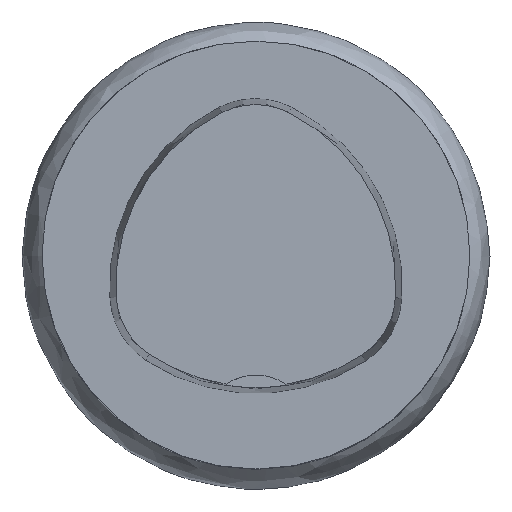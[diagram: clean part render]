
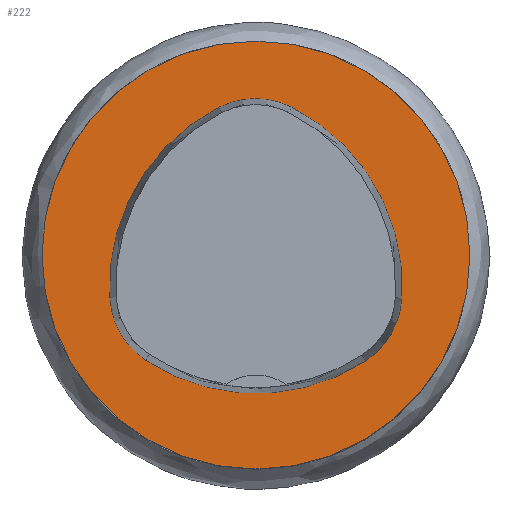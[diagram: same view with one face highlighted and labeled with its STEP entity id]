
A CAD part, top view. The second image highlights one B-rep face of the part: STEP entity #222.
In plain terms, the highlighted planar face has unit normal (0, 0, 1).
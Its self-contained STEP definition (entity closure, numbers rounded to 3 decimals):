
#199=FACE_BOUND('',#313,.T.);
#200=FACE_BOUND('',#314,.T.);
#222=ADVANCED_FACE('',(#199,#200),#241,.T.);
#241=PLANE('',#739);
#313=EDGE_LOOP('',(#406,#407,#408,#409,#410,#411));
#314=EDGE_LOOP('',(#412));
#406=ORIENTED_EDGE('',*,*,#546,.T.);
#407=ORIENTED_EDGE('',*,*,#526,.T.);
#408=ORIENTED_EDGE('',*,*,#530,.T.);
#409=ORIENTED_EDGE('',*,*,#533,.T.);
#410=ORIENTED_EDGE('',*,*,#536,.T.);
#411=ORIENTED_EDGE('',*,*,#544,.T.);
#412=ORIENTED_EDGE('',*,*,#517,.F.);
#471=VERTEX_POINT('',#1018);
#480=VERTEX_POINT('',#1037);
#481=VERTEX_POINT('',#1038);
#484=VERTEX_POINT('',#1046);
#486=VERTEX_POINT('',#1052);
#488=VERTEX_POINT('',#1058);
#495=VERTEX_POINT('',#1079);
#517=EDGE_CURVE('',#471,#471,#570,.T.);
#526=EDGE_CURVE('',#480,#481,#571,.T.);
#530=EDGE_CURVE('',#481,#484,#573,.T.);
#533=EDGE_CURVE('',#484,#486,#575,.T.);
#536=EDGE_CURVE('',#486,#488,#577,.T.);
#544=EDGE_CURVE('',#488,#495,#581,.T.);
#546=EDGE_CURVE('',#495,#480,#583,.T.);
#570=CIRCLE('',#711,16.);
#571=CIRCLE('',#717,15.);
#573=CIRCLE('',#720,6.);
#575=CIRCLE('',#723,15.);
#577=CIRCLE('',#726,6.);
#581=CIRCLE('',#731,15.);
#583=CIRCLE('',#734,6.);
#711=AXIS2_PLACEMENT_3D('',#1017,#835,#836);
#717=AXIS2_PLACEMENT_3D('',#1036,#851,#852);
#720=AXIS2_PLACEMENT_3D('',#1045,#859,#860);
#723=AXIS2_PLACEMENT_3D('',#1051,#866,#867);
#726=AXIS2_PLACEMENT_3D('',#1057,#873,#874);
#731=AXIS2_PLACEMENT_3D('',#1080,#885,#886);
#734=AXIS2_PLACEMENT_3D('',#1083,#891,#892);
#739=AXIS2_PLACEMENT_3D('',#1088,#901,#902);
#835=DIRECTION('',(0.,0.,-1.));
#836=DIRECTION('',(-1.,0.,0.));
#851=DIRECTION('',(0.,0.,-1.));
#852=DIRECTION('',(-1.,0.,0.));
#859=DIRECTION('',(0.,0.,-1.));
#860=DIRECTION('',(-1.,0.,0.));
#866=DIRECTION('',(0.,0.,-1.));
#867=DIRECTION('',(-1.,0.,0.));
#873=DIRECTION('',(0.,0.,-1.));
#874=DIRECTION('',(-1.,0.,0.));
#885=DIRECTION('',(0.,0.,-1.));
#886=DIRECTION('',(-1.,0.,0.));
#891=DIRECTION('',(0.,0.,-1.));
#892=DIRECTION('',(-1.,0.,0.));
#901=DIRECTION('',(0.,0.,1.));
#902=DIRECTION('',(1.,0.,0.));
#1017=CARTESIAN_POINT('',(0.,0.,0.));
#1018=CARTESIAN_POINT('',(-16.,0.,0.));
#1036=CARTESIAN_POINT('',(4.048,-2.316,0.));
#1037=CARTESIAN_POINT('',(-10.926,-3.206,0.));
#1038=CARTESIAN_POINT('',(-2.774,11.043,0.));
#1045=CARTESIAN_POINT('',(-0.045,5.7,0.));
#1046=CARTESIAN_POINT('',(2.638,11.066,0.));
#1051=CARTESIAN_POINT('',(-4.07,-2.35,0.));
#1052=CARTESIAN_POINT('',(10.903,-3.249,0.));
#1057=CARTESIAN_POINT('',(4.914,-2.889,0.));
#1058=CARTESIAN_POINT('',(8.177,-7.924,0.));
#1079=CARTESIAN_POINT('',(-8.24,-7.859,0.));
#1080=CARTESIAN_POINT('',(0.019,4.663,0.));
#1083=CARTESIAN_POINT('',(-4.936,-2.85,0.));
#1088=CARTESIAN_POINT('',(0.,0.,0.));
